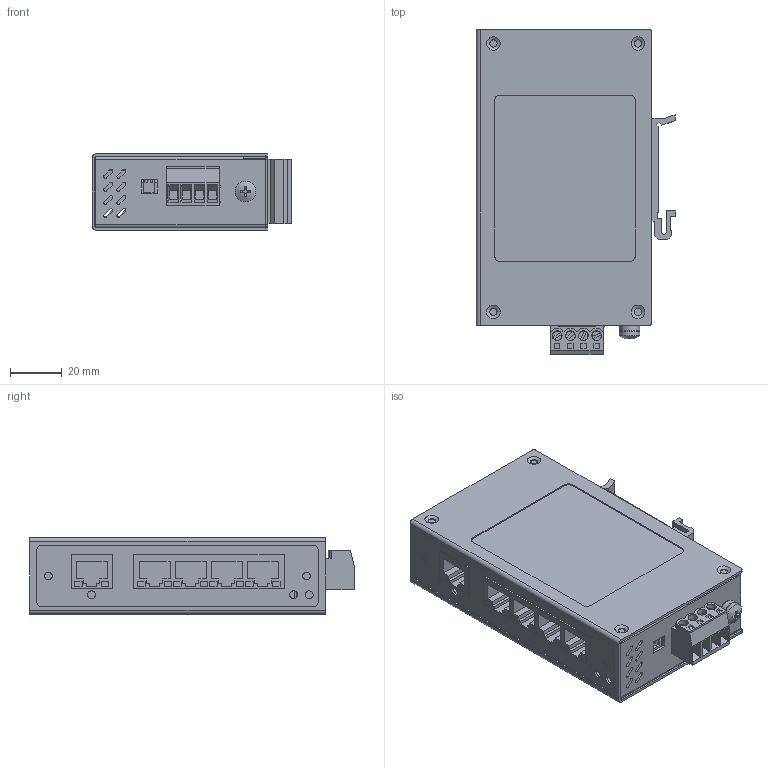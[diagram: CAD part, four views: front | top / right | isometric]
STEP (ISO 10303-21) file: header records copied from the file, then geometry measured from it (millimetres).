
FILE_DESCRIPTION (( 'STEP AP214' ), '1' );
FILE_NAME ('SE2-SW5UG-T.STEP', '2018-06-26T17:06:53', ( '' ), ( '' ), 'SwSTEP 2.0', 'SolidWorks 2017', '' );
FILE_SCHEMA (( 'AUTOMOTIVE_DESIGN' ));
Length unit declared in the file: inch
Products named in the file (1): SE2-SW5UG-T
Bounding box: 77.4 x 125.75 x 29.6 mm (x, y, z)
Volume: 57858.3 mm3; surface area: 86916.5 mm2
Topology: 10 solids, 10 shells, 938 faces, 2539 edges, 1674 vertices
Faces by surface type: plane 648, cylinder 245, cone 40, bspline 5
Full cylindrical faces by diameter (mm): 0.6 x4, 1.3 x8, 2.8 x8, 3 x6, 3.1 x3, 3.5 x2, 3.6 x4, 3.8 x4, 3.948 x1, 4 x14, 5 x2, 8 x2
Entity records: 41588 total; most frequent: CARTESIAN_POINT 5574, ORIENTED_EDGE 4792, DIRECTION 4763, EDGE_CURVE 2396, VECTOR 1825, LINE 1825, VERTEX_POINT 1633, AXIS2_PLACEMENT_3D 1469
